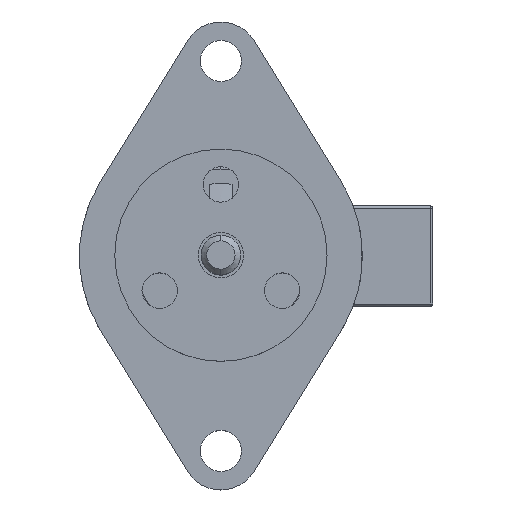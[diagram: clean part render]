
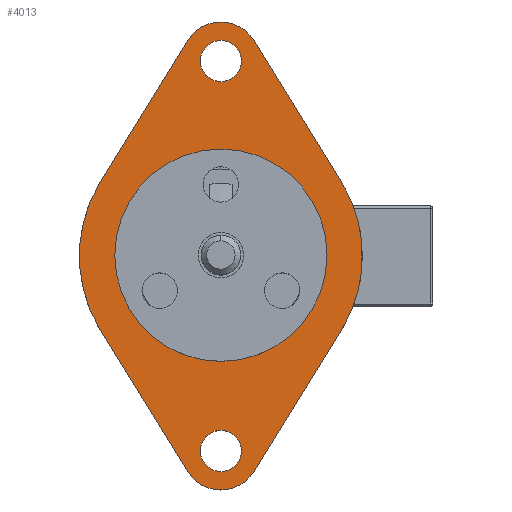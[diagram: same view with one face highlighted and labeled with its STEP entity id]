
A CAD part, top view. The second image highlights one B-rep face of the part: STEP entity #4013.
In plain terms, the highlighted face is planar.
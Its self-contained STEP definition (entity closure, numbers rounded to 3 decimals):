
#13 = FACE_BOUND ( 'NONE', #3386, .T. ) ;
#23 = ORIENTED_EDGE ( 'NONE', *, *, #8556, .T. ) ;
#106 = VERTEX_POINT ( 'NONE', #6570 ) ;
#137 = DIRECTION ( 'NONE',  ( 0., 1., 0. ) ) ;
#202 = ORIENTED_EDGE ( 'NONE', *, *, #5296, .F. ) ;
#279 = AXIS2_PLACEMENT_3D ( 'NONE', #4073, #8066, #8102 ) ;
#296 = CARTESIAN_POINT ( 'NONE',  ( 6.01, 0., 0. ) ) ;
#433 = CARTESIAN_POINT ( 'NONE',  ( 6.01, 0., 0. ) ) ;
#509 = DIRECTION ( 'NONE',  ( 0., -1., 0. ) ) ;
#545 = LINE ( 'NONE', #7655, #8137 ) ;
#668 = VERTEX_POINT ( 'NONE', #5854 ) ;
#707 = DIRECTION ( 'NONE',  ( -1., 0., 0. ) ) ;
#734 = DIRECTION ( 'NONE',  ( -1., 0., 0. ) ) ;
#793 = VERTEX_POINT ( 'NONE', #3313 ) ;
#852 = VERTEX_POINT ( 'NONE', #2582 ) ;
#867 = CARTESIAN_POINT ( 'NONE',  ( 6.01, 0., 0. ) ) ;
#946 = CARTESIAN_POINT ( 'NONE',  ( 6.01, -19.34, -2.977 ) ) ;
#960 = AXIS2_PLACEMENT_3D ( 'NONE', #867, #734, #5222 ) ;
#1296 = CARTESIAN_POINT ( 'NONE',  ( 6.01, 0., 0. ) ) ;
#1306 = ORIENTED_EDGE ( 'NONE', *, *, #7899, .T. ) ;
#1482 = CIRCLE ( 'NONE', #4941, 1.85 ) ;
#1531 = LINE ( 'NONE', #1623, #3051 ) ;
#1623 = CARTESIAN_POINT ( 'NONE',  ( 6.01, 19.34, 2.977 ) ) ;
#1698 = EDGE_CURVE ( 'NONE', #852, #3570, #5444, .T. ) ;
#2057 = AXIS2_PLACEMENT_3D ( 'NONE', #6663, #707, #5225 ) ;
#2113 = VERTEX_POINT ( 'NONE', #6546 ) ;
#2273 = EDGE_CURVE ( 'NONE', #6765, #5873, #6833, .T. ) ;
#2356 = CARTESIAN_POINT ( 'NONE',  ( 6.01, 8.5, 0. ) ) ;
#2376 = DIRECTION ( 'NONE',  ( 0., -1., 0. ) ) ;
#2386 = EDGE_CURVE ( 'NONE', #7041, #5075, #7665, .T. ) ;
#2425 = ORIENTED_EDGE ( 'NONE', *, *, #7250, .T. ) ;
#2582 = CARTESIAN_POINT ( 'NONE',  ( 6.01, 6.677, -10.803 ) ) ;
#2601 = VERTEX_POINT ( 'NONE', #2992 ) ;
#2636 = CIRCLE ( 'NONE', #3190, 3.5 ) ;
#2741 = CIRCLE ( 'NONE', #279, 3.5 ) ;
#2743 = DIRECTION ( 'NONE',  ( 0., -1., 0. ) ) ;
#2781 = ORIENTED_EDGE ( 'NONE', *, *, #4340, .F. ) ;
#2841 = DIRECTION ( 'NONE',  ( -1., 0., 0. ) ) ;
#2920 = DIRECTION ( 'NONE',  ( -1., 0., 0. ) ) ;
#2978 = EDGE_LOOP ( 'NONE', ( #4322, #4172, #6790, #1306, #5377, #23, #3825, #3176, #2425 ) ) ;
#2992 = CARTESIAN_POINT ( 'NONE',  ( 6.01, 19.34, 2.977 ) ) ;
#2999 = DIRECTION ( 'NONE',  ( 0., 0.851, 0.526 ) ) ;
#3014 = VERTEX_POINT ( 'NONE', #946 ) ;
#3051 = VECTOR ( 'NONE', #4166, 1000. ) ;
#3130 = ORIENTED_EDGE ( 'NONE', *, *, #4690, .F. ) ;
#3134 = AXIS2_PLACEMENT_3D ( 'NONE', #7187, #8319, #2376 ) ;
#3176 = ORIENTED_EDGE ( 'NONE', *, *, #1698, .T. ) ;
#3190 = AXIS2_PLACEMENT_3D ( 'NONE', #4344, #7600, #8379 ) ;
#3248 = FACE_BOUND ( 'NONE', #8140, .T. ) ;
#3313 = CARTESIAN_POINT ( 'NONE',  ( 6.01, -19.34, 2.977 ) ) ;
#3335 = FACE_BOUND ( 'NONE', #5716, .T. ) ;
#3338 = LINE ( 'NONE', #6488, #7888 ) ;
#3386 = EDGE_LOOP ( 'NONE', ( #3130, #6219 ) ) ;
#3511 = VERTEX_POINT ( 'NONE', #5145 ) ;
#3570 = VERTEX_POINT ( 'NONE', #7994 ) ;
#3579 = VECTOR ( 'NONE', #2999, 1000. ) ;
#3702 = CIRCLE ( 'NONE', #2057, 1.85 ) ;
#3825 = ORIENTED_EDGE ( 'NONE', *, *, #5082, .T. ) ;
#3880 = DIRECTION ( 'NONE',  ( 0., -1., 0. ) ) ;
#3893 = VERTEX_POINT ( 'NONE', #2356 ) ;
#3965 = CARTESIAN_POINT ( 'NONE',  ( 6.01, -6.677, 10.803 ) ) ;
#4013 = ADVANCED_FACE ( 'NONE', ( #3335, #3248, #13, #4636 ), #8027, .F. ) ;
#4073 = CARTESIAN_POINT ( 'NONE',  ( 6.01, -17.5, 0. ) ) ;
#4166 = DIRECTION ( 'NONE',  ( 0., 0.851, -0.526 ) ) ;
#4172 = ORIENTED_EDGE ( 'NONE', *, *, #7061, .T. ) ;
#4322 = ORIENTED_EDGE ( 'NONE', *, *, #5781, .T. ) ;
#4340 = EDGE_CURVE ( 'NONE', #5075, #7041, #1482, .T. ) ;
#4344 = CARTESIAN_POINT ( 'NONE',  ( 6.01, 17.5, 0. ) ) ;
#4356 = DIRECTION ( 'NONE',  ( 0., -0.851, -0.526 ) ) ;
#4399 = AXIS2_PLACEMENT_3D ( 'NONE', #6020, #5363, #2743 ) ;
#4477 = EDGE_CURVE ( 'NONE', #2601, #2113, #6888, .T. ) ;
#4520 = DIRECTION ( 'NONE',  ( 0., -1., 0. ) ) ;
#4636 = FACE_OUTER_BOUND ( 'NONE', #2978, .T. ) ;
#4683 = CARTESIAN_POINT ( 'NONE',  ( 6.01, 17.5, 0. ) ) ;
#4690 = EDGE_CURVE ( 'NONE', #3893, #668, #6762, .T. ) ;
#4858 = EDGE_CURVE ( 'NONE', #3511, #106, #7443, .T. ) ;
#4941 = AXIS2_PLACEMENT_3D ( 'NONE', #8184, #2841, #6112 ) ;
#5006 = LINE ( 'NONE', #7006, #3579 ) ;
#5051 = AXIS2_PLACEMENT_3D ( 'NONE', #1296, #6548, #3880 ) ;
#5075 = VERTEX_POINT ( 'NONE', #5795 ) ;
#5082 = EDGE_CURVE ( 'NONE', #7543, #852, #545, .T. ) ;
#5145 = CARTESIAN_POINT ( 'NONE',  ( 6.01, -15.65, 0. ) ) ;
#5222 = DIRECTION ( 'NONE',  ( 0., 1., 0. ) ) ;
#5225 = DIRECTION ( 'NONE',  ( 0., -1., 0. ) ) ;
#5296 = EDGE_CURVE ( 'NONE', #106, #3511, #3702, .T. ) ;
#5363 = DIRECTION ( 'NONE',  ( -1., 0., 0. ) ) ;
#5377 = ORIENTED_EDGE ( 'NONE', *, *, #4477, .T. ) ;
#5382 = ORIENTED_EDGE ( 'NONE', *, *, #2386, .F. ) ;
#5444 = CIRCLE ( 'NONE', #5051, 12.7 ) ;
#5716 = EDGE_LOOP ( 'NONE', ( #202, #8105 ) ) ;
#5771 = EDGE_CURVE ( 'NONE', #668, #3893, #7327, .T. ) ;
#5781 = EDGE_CURVE ( 'NONE', #3014, #793, #2741, .T. ) ;
#5795 = CARTESIAN_POINT ( 'NONE',  ( 6.01, 15.65, 0. ) ) ;
#5854 = CARTESIAN_POINT ( 'NONE',  ( 6.01, -8.5, 0. ) ) ;
#5873 = VERTEX_POINT ( 'NONE', #6552 ) ;
#5953 = CARTESIAN_POINT ( 'NONE',  ( 6.01, 19.34, -2.977 ) ) ;
#6020 = CARTESIAN_POINT ( 'NONE',  ( 6.01, -17.5, 0. ) ) ;
#6112 = DIRECTION ( 'NONE',  ( 0., -1., 0. ) ) ;
#6219 = ORIENTED_EDGE ( 'NONE', *, *, #5771, .F. ) ;
#6284 = AXIS2_PLACEMENT_3D ( 'NONE', #296, #2920, #509 ) ;
#6488 = CARTESIAN_POINT ( 'NONE',  ( 6.01, -19.34, -2.977 ) ) ;
#6546 = CARTESIAN_POINT ( 'NONE',  ( 6.01, 21., 0. ) ) ;
#6548 = DIRECTION ( 'NONE',  ( -1., 0., 0. ) ) ;
#6552 = CARTESIAN_POINT ( 'NONE',  ( 6.01, 6.677, 10.803 ) ) ;
#6564 = AXIS2_PLACEMENT_3D ( 'NONE', #4683, #7833, #4520 ) ;
#6570 = CARTESIAN_POINT ( 'NONE',  ( 6.01, -19.35, 0. ) ) ;
#6663 = CARTESIAN_POINT ( 'NONE',  ( 6.01, -17.5, 0. ) ) ;
#6747 = AXIS2_PLACEMENT_3D ( 'NONE', #7464, #6777, #137 ) ;
#6762 = CIRCLE ( 'NONE', #7036, 8.5 ) ;
#6765 = VERTEX_POINT ( 'NONE', #3965 ) ;
#6777 = DIRECTION ( 'NONE',  ( 1., 0., 0. ) ) ;
#6790 = ORIENTED_EDGE ( 'NONE', *, *, #2273, .T. ) ;
#6833 = CIRCLE ( 'NONE', #6284, 12.7 ) ;
#6888 = CIRCLE ( 'NONE', #3134, 3.5 ) ;
#7006 = CARTESIAN_POINT ( 'NONE',  ( 6.01, -19.34, 2.977 ) ) ;
#7036 = AXIS2_PLACEMENT_3D ( 'NONE', #433, #8354, #7152 ) ;
#7041 = VERTEX_POINT ( 'NONE', #7048 ) ;
#7048 = CARTESIAN_POINT ( 'NONE',  ( 6.01, 19.35, 0. ) ) ;
#7061 = EDGE_CURVE ( 'NONE', #793, #6765, #5006, .T. ) ;
#7152 = DIRECTION ( 'NONE',  ( 0., 1., 0. ) ) ;
#7187 = CARTESIAN_POINT ( 'NONE',  ( 6.01, 17.5, 0. ) ) ;
#7217 = DIRECTION ( 'NONE',  ( 0., -0.851, 0.526 ) ) ;
#7250 = EDGE_CURVE ( 'NONE', #3570, #3014, #3338, .T. ) ;
#7327 = CIRCLE ( 'NONE', #960, 8.5 ) ;
#7443 = CIRCLE ( 'NONE', #4399, 1.85 ) ;
#7464 = CARTESIAN_POINT ( 'NONE',  ( 6.01, -17.5, 0. ) ) ;
#7543 = VERTEX_POINT ( 'NONE', #5953 ) ;
#7600 = DIRECTION ( 'NONE',  ( -1., 0., 0. ) ) ;
#7655 = CARTESIAN_POINT ( 'NONE',  ( 6.01, 19.34, -2.977 ) ) ;
#7665 = CIRCLE ( 'NONE', #6564, 1.85 ) ;
#7833 = DIRECTION ( 'NONE',  ( -1., 0., 0. ) ) ;
#7888 = VECTOR ( 'NONE', #7217, 1000. ) ;
#7899 = EDGE_CURVE ( 'NONE', #5873, #2601, #1531, .T. ) ;
#7994 = CARTESIAN_POINT ( 'NONE',  ( 6.01, -6.677, -10.803 ) ) ;
#8027 = PLANE ( 'NONE',  #6747 ) ;
#8066 = DIRECTION ( 'NONE',  ( -1., 0., 0. ) ) ;
#8102 = DIRECTION ( 'NONE',  ( 0., 1., 0. ) ) ;
#8105 = ORIENTED_EDGE ( 'NONE', *, *, #4858, .F. ) ;
#8137 = VECTOR ( 'NONE', #4356, 1000. ) ;
#8140 = EDGE_LOOP ( 'NONE', ( #2781, #5382 ) ) ;
#8184 = CARTESIAN_POINT ( 'NONE',  ( 6.01, 17.5, 0. ) ) ;
#8319 = DIRECTION ( 'NONE',  ( -1., 0., 0. ) ) ;
#8354 = DIRECTION ( 'NONE',  ( -1., 0., 0. ) ) ;
#8379 = DIRECTION ( 'NONE',  ( 0., -1., 0. ) ) ;
#8556 = EDGE_CURVE ( 'NONE', #2113, #7543, #2636, .T. ) ;
